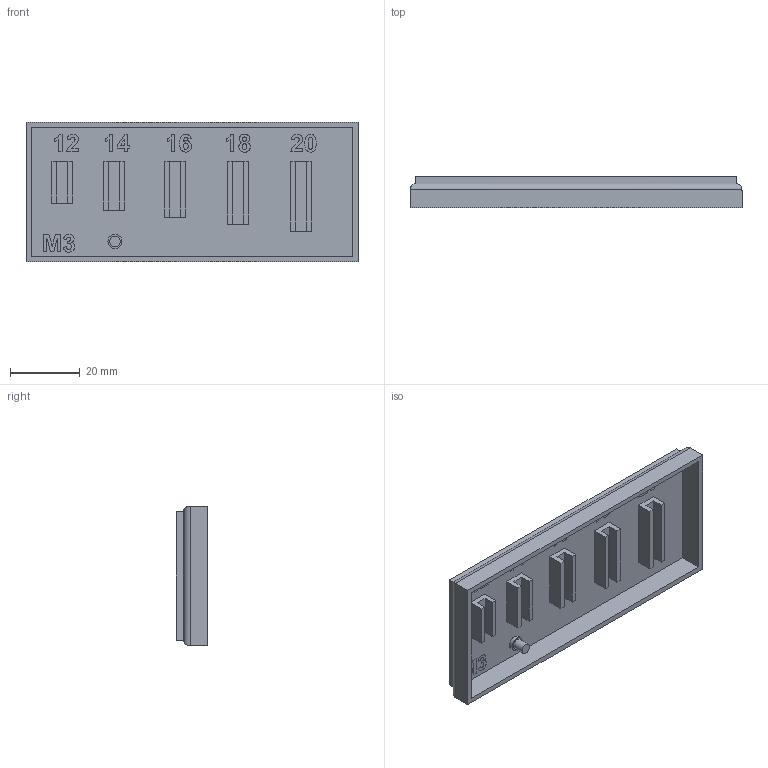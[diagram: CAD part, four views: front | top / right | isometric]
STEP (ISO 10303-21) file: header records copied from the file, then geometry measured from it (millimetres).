
FILE_DESCRIPTION(/* description */ ('','CAx-IF Rec.Pracs.---Representation and Presentation of Product Manufacturing Information (PMI)---4.0---2014-10-13'),/* implementation_level */ '2;1');
FILE_NAME(/* name */ 'M3 Reference Caliper From 12 v2.step',/* time_stamp */ '2025-02-07T21:45:22+01:00',/* author */ (''),/* organization */ (''),/* preprocessor_version */ 'ST-DEVELOPER v20',/* originating_system */ 'Autodesk Translation Framework v13.20.0.188',/* authorisation */ '');
FILE_SCHEMA (('AP242_MANAGED_MODEL_BASED_3D_ENGINEERING_MIM_LF { 1 0 10303 442 1 1 4 }'));
Length unit declared in the file: millimetre
Products named in the file (1): M3 Reference Caliper From 12
Bounding box: 95 x 9 x 40 mm (x, y, z)
Volume: 12438.5 mm3; surface area: 13294.4 mm2
Topology: 13 solids, 13 shells, 519 faces, 1400 edges, 932 vertices
Faces by surface type: bspline 292, plane 221, cylinder 6
Full cylindrical faces by diameter (mm): 3 x1, 4 x1
Entity records: 18915 total; most frequent: CARTESIAN_POINT 7842, ORIENTED_EDGE 2800, EDGE_CURVE 1400, DIRECTION 1280, VERTEX_POINT 932, LINE 804, VECTOR 804, B_SPLINE_CURVE_WITH_KNOTS 586
